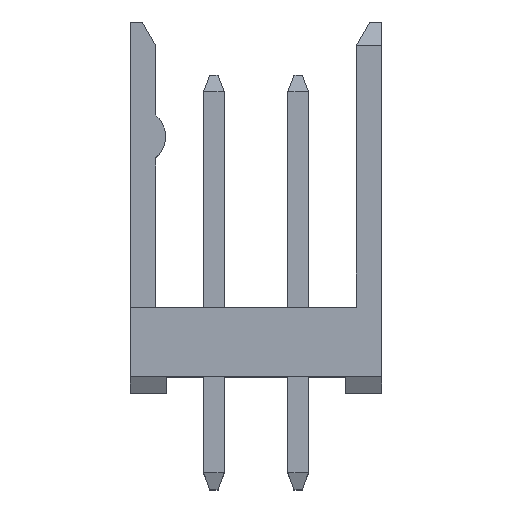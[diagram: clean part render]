
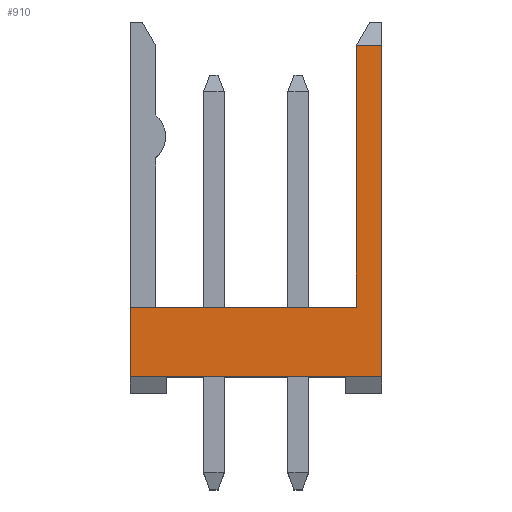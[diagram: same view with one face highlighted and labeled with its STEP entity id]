
A CAD part, top view. The second image highlights one B-rep face of the part: STEP entity #910.
In plain terms, the highlighted planar face has unit normal (0, 0, 1).
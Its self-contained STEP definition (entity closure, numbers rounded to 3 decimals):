
#910 = ADVANCED_FACE( '', ( #1793 ), #1794, .T. );
#1793 = FACE_OUTER_BOUND( '', #2658, .T. );
#1794 = PLANE( '', #2659 );
#2658 = EDGE_LOOP( '', ( #5207, #5208, #5209, #5210, #5211, #5212 ) );
#2659 = AXIS2_PLACEMENT_3D( '', #5213, #5214, #5215 );
#5207 = ORIENTED_EDGE( '', *, *, #5875, .F. );
#5208 = ORIENTED_EDGE( '', *, *, #5865, .T. );
#5209 = ORIENTED_EDGE( '', *, *, #6253, .T. );
#5210 = ORIENTED_EDGE( '', *, *, #6238, .T. );
#5211 = ORIENTED_EDGE( '', *, *, #5823, .T. );
#5212 = ORIENTED_EDGE( '', *, *, #6066, .T. );
#5213 = CARTESIAN_POINT( '', ( 2.119, -1.12, 0.944 ) );
#5214 = DIRECTION( '', ( 0., 0., 1. ) );
#5215 = DIRECTION( '', ( 1., 0., 0. ) );
#5823 = EDGE_CURVE( '', #7198, #7196, #7199, .T. );
#5865 = EDGE_CURVE( '', #7257, #7255, #7258, .T. );
#5875 = EDGE_CURVE( '', #7257, #7269, #7270, .T. );
#6066 = EDGE_CURVE( '', #7196, #7269, #7525, .T. );
#6238 = EDGE_CURVE( '', #7719, #7198, #7721, .T. );
#6253 = EDGE_CURVE( '', #7255, #7719, #7737, .T. );
#7196 = VERTEX_POINT( '', #9124 );
#7198 = VERTEX_POINT( '', #9127 );
#7199 = LINE( '', #9128, #9129 );
#7255 = VERTEX_POINT( '', #9214 );
#7257 = VERTEX_POINT( '', #9217 );
#7258 = LINE( '', #9218, #9219 );
#7269 = VERTEX_POINT( '', #9235 );
#7270 = LINE( '', #9236, #9237 );
#7525 = LINE( '', #9629, #9630 );
#7719 = VERTEX_POINT( '', #9915 );
#7721 = LINE( '', #9918, #9919 );
#7737 = LINE( '', #9942, #9943 );
#9124 = CARTESIAN_POINT( '', ( 0., 0.5, 0.944 ) );
#9127 = CARTESIAN_POINT( '', ( -7.6, 0.5, 0.944 ) );
#9128 = CARTESIAN_POINT( '', ( -23.44, 0.5, 0.944 ) );
#9129 = VECTOR( '', #10443, 1000. );
#9214 = CARTESIAN_POINT( '', ( -0.775, 2.6, 0.944 ) );
#9217 = CARTESIAN_POINT( '', ( -0.775, 10.5, 0.944 ) );
#9218 = CARTESIAN_POINT( '', ( -0.775, -45.57, 0.944 ) );
#9219 = VECTOR( '', #10474, 1000. );
#9235 = CARTESIAN_POINT( '', ( 0., 10.5, 0.944 ) );
#9236 = CARTESIAN_POINT( '', ( -0.185, 10.5, 0.944 ) );
#9237 = VECTOR( '', #10480, 1000. );
#9629 = CARTESIAN_POINT( '', ( 0., -45.57, 0.944 ) );
#9630 = VECTOR( '', #10624, 1000. );
#9915 = CARTESIAN_POINT( '', ( -7.6, 2.6, 0.944 ) );
#9918 = CARTESIAN_POINT( '', ( -7.6, -45.57, 0.944 ) );
#9919 = VECTOR( '', #10717, 1000. );
#9942 = CARTESIAN_POINT( '', ( -23.44, 2.6, 0.944 ) );
#9943 = VECTOR( '', #10725, 1000. );
#10443 = DIRECTION( '', ( 1., 0., 0. ) );
#10474 = DIRECTION( '', ( 0., -1., 0. ) );
#10480 = DIRECTION( '', ( 1., 0., 0. ) );
#10624 = DIRECTION( '', ( 0., 1., 0. ) );
#10717 = DIRECTION( '', ( 0., -1., 0. ) );
#10725 = DIRECTION( '', ( -1., 0., 0. ) );
